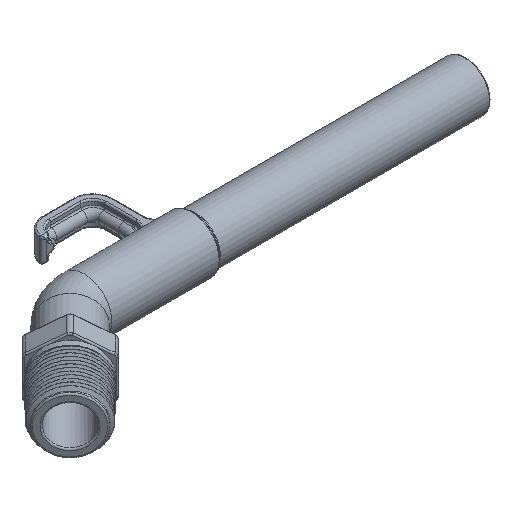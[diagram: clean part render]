
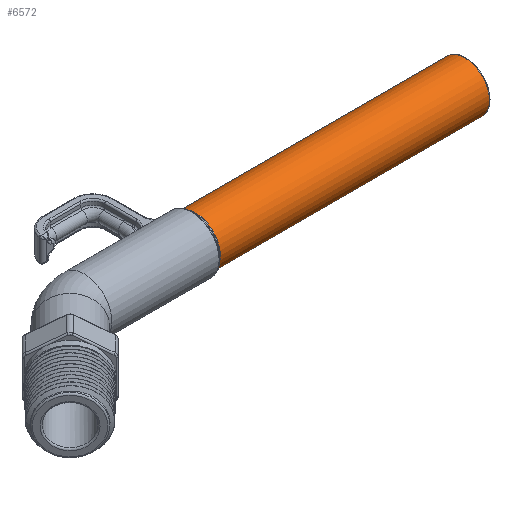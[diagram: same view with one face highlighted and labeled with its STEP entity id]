
A CAD part, isometric view. The second image highlights one B-rep face of the part: STEP entity #6572.
In plain terms, the highlighted cylindrical face has radius 12.7 mm (diameter 25.4 mm), a full revolution.
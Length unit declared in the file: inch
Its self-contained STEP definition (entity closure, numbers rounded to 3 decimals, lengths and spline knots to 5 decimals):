
#93=FACE_BOUND('',#1388,.T.);
#152=CYLINDRICAL_SURFACE('',#7093,0.5);
#407=CIRCLE('',#7092,0.5);
#408=CIRCLE('',#7094,0.5);
#960=FACE_OUTER_BOUND('',#1387,.T.);
#1387=EDGE_LOOP('',(#5729));
#1388=EDGE_LOOP('',(#5730));
#3104=VERTEX_POINT('',#23716);
#3105=VERTEX_POINT('',#23719);
#4006=EDGE_CURVE('',#3104,#3104,#407,.T.);
#4007=EDGE_CURVE('',#3105,#3105,#408,.T.);
#5729=ORIENTED_EDGE('',*,*,#4007,.F.);
#5730=ORIENTED_EDGE('',*,*,#4006,.F.);
#6572=ADVANCED_FACE('',(#960,#93),#152,.T.);
#7092=AXIS2_PLACEMENT_3D('',#23717,#8509,#8510);
#7093=AXIS2_PLACEMENT_3D('',#23718,#8511,#8512);
#7094=AXIS2_PLACEMENT_3D('',#23720,#8513,#8514);
#8509=DIRECTION('center_axis',(1.,0.,0.));
#8510=DIRECTION('ref_axis',(0.,-1.,0.));
#8511=DIRECTION('center_axis',(1.,0.,0.));
#8512=DIRECTION('ref_axis',(0.,1.,0.));
#8513=DIRECTION('center_axis',(-1.,0.,0.));
#8514=DIRECTION('ref_axis',(0.,-1.,0.));
#23716=CARTESIAN_POINT('',(8.00581,0.5,0.));
#23717=CARTESIAN_POINT('Origin',(8.00581,0.,0.));
#23718=CARTESIAN_POINT('Origin',(5.28581,0.,0.));
#23719=CARTESIAN_POINT('',(2.54823,0.5,0.));
#23720=CARTESIAN_POINT('Origin',(2.54823,0.,0.));
